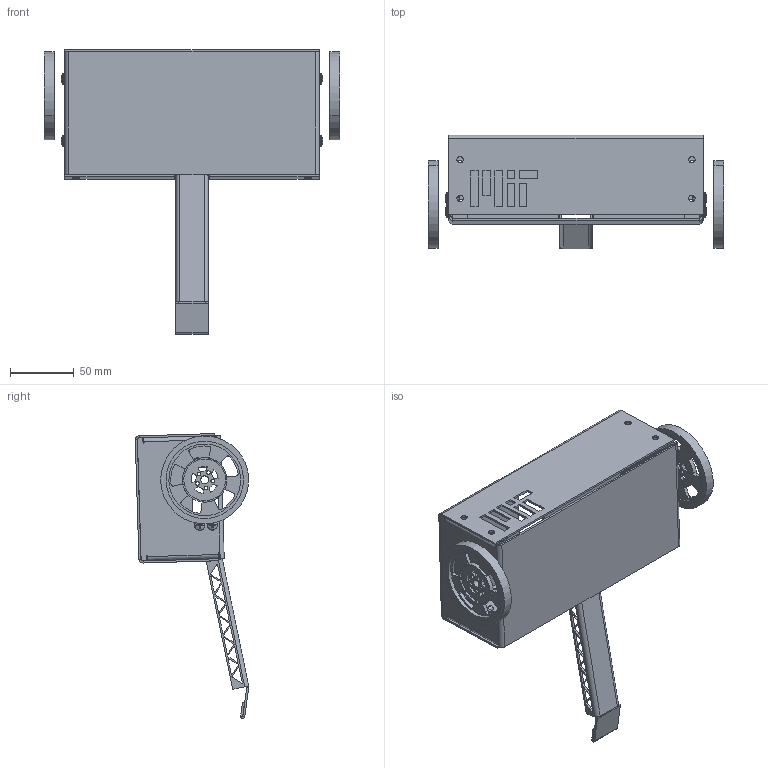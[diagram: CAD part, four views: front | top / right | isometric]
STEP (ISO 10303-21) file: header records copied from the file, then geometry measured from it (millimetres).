
FILE_DESCRIPTION (( 'STEP AP214' ), '1' );
FILE_NAME ('rover.step', '2017-01-25T06:24:36', ( '' ), ( '' ), 'SwSTEP 2.0', 'SolidWorks 2015', '' );
FILE_SCHEMA (( 'AUTOMOTIVE_DESIGN' ));
Length unit declared in the file: inch
Products named in the file (6): Tail; wheel; trueluis roverbase; pan cross head_ai_CR-PHMS 0.164-36x0.3125x0.3125-N; rover; trueluis rovercover
Assembly tree (13 placements, depth 2):
  rover
    wheel  x2
    trueluis roverbase
    pan cross head_ai_CR-PHMS 0.164-36x0.3125x0.3125-N  x8
    trueluis rovercover
    Tail
Bounding box: 231.96 x 89.09 x 223.82 mm (x, y, z)
Volume: 150093.6 mm3; surface area: 180052.4 mm2
Topology: 13 solids, 13 shells, 796 faces, 2116 edges, 1344 vertices
Faces by surface type: plane 416, cylinder 348, torus 16, sphere 16
Entity records: 17902 total; most frequent: DIRECTION 3148, CARTESIAN_POINT 2988, ORIENTED_EDGE 2968, EDGE_CURVE 1484, AXIS2_PLACEMENT_3D 1106, VERTEX_POINT 946, VECTOR 936, LINE 936
